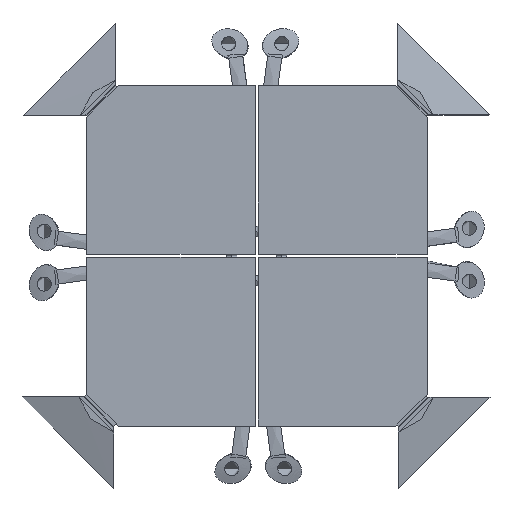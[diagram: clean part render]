
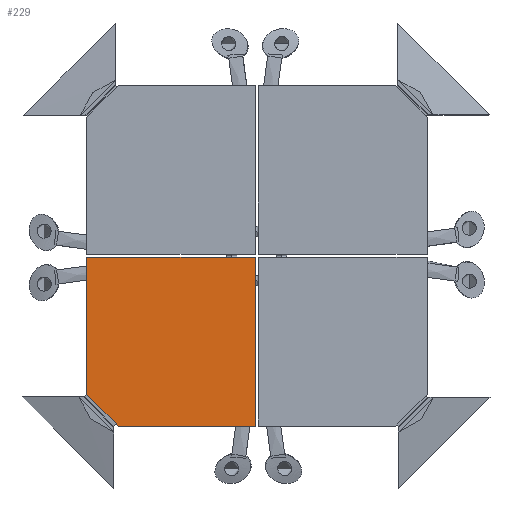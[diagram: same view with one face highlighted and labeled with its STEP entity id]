
A CAD part, top view. The second image highlights one B-rep face of the part: STEP entity #229.
In plain terms, the highlighted planar face has unit normal (0, 0, 1).
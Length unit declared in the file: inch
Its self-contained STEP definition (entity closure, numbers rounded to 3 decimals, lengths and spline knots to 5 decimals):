
#229=ADVANCED_FACE('',(#461),#3349,.T.);
#461=FACE_OUTER_BOUND('',#693,.T.);
#693=EDGE_LOOP('',(#951,#952,#953,#954,#955));
#951=ORIENTED_EDGE('',*,*,#1899,.F.);
#952=ORIENTED_EDGE('',*,*,#1903,.T.);
#953=ORIENTED_EDGE('',*,*,#1907,.F.);
#954=ORIENTED_EDGE('',*,*,#1911,.F.);
#955=ORIENTED_EDGE('',*,*,#1908,.F.);
#1899=EDGE_CURVE('',#2956,#2954,#2543,.T.);
#1903=EDGE_CURVE('',#2956,#2958,#2547,.T.);
#1907=EDGE_CURVE('',#2963,#2958,#2428,.T.);
#1908=EDGE_CURVE('',#2954,#2962,#2429,.T.);
#1911=EDGE_CURVE('',#2962,#2963,#2432,.T.);
#2428=(
BOUNDED_CURVE()
B_SPLINE_CURVE(2,(#3574,#3575,#3576),.UNSPECIFIED.,.F.,.F.)
B_SPLINE_CURVE_WITH_KNOTS((3,3),(-4.49359,-4.00646),
 .UNSPECIFIED.)
CURVE()
GEOMETRIC_REPRESENTATION_ITEM()
RATIONAL_B_SPLINE_CURVE((1.,1.,1.))
REPRESENTATION_ITEM('')
);
#2429=(
BOUNDED_CURVE()
B_SPLINE_CURVE(2,(#3577,#3578,#3579),.UNSPECIFIED.,.F.,.F.)
B_SPLINE_CURVE_WITH_KNOTS((3,3),(-0.48713,0.),.UNSPECIFIED.)
CURVE()
GEOMETRIC_REPRESENTATION_ITEM()
RATIONAL_B_SPLINE_CURVE((1.,1.,1.))
REPRESENTATION_ITEM('')
);
#2432=(
BOUNDED_CURVE()
B_SPLINE_CURVE(2,(#3584,#3585,#3586),.UNSPECIFIED.,.F.,.F.)
B_SPLINE_CURVE_WITH_KNOTS((3,3),(-4.67912,-4.49359),
 .UNSPECIFIED.)
CURVE()
GEOMETRIC_REPRESENTATION_ITEM()
RATIONAL_B_SPLINE_CURVE((1.,0.707,1.))
REPRESENTATION_ITEM('')
);
#2543=B_SPLINE_CURVE_WITH_KNOTS('',1,(#3556,#3557),.UNSPECIFIED.,.F.,.F.,
(2,2),(0.60724,1.21047),.UNSPECIFIED.);
#2547=B_SPLINE_CURVE_WITH_KNOTS('',1,(#3564,#3565),.UNSPECIFIED.,.F.,.F.,
(2,2),(0.60724,1.21047),.UNSPECIFIED.);
#2954=VERTEX_POINT('',#3544);
#2956=VERTEX_POINT('',#3546);
#2958=VERTEX_POINT('',#3548);
#2962=VERTEX_POINT('',#3552);
#2963=VERTEX_POINT('',#3553);
#3349=PLANE('',#3420);
#3420=AXIS2_PLACEMENT_3D('',#3525,#3472,$);
#3472=DIRECTION('',(0.,0.,1.));
#3525=CARTESIAN_POINT('',(1.48489,-0.03489,0.433));
#3544=CARTESIAN_POINT('',(0.72335,0.11642,0.433));
#3546=CARTESIAN_POINT('',(0.72335,0.71665,0.433));
#3548=CARTESIAN_POINT('',(0.12311,0.71665,0.433));
#3552=CARTESIAN_POINT('',(0.23622,0.11642,0.433));
#3553=CARTESIAN_POINT('',(0.12311,0.22953,0.433));
#3556=CARTESIAN_POINT('',(0.72335,0.71665,0.433));
#3557=CARTESIAN_POINT('',(0.72335,0.11642,0.433));
#3564=CARTESIAN_POINT('',(0.72335,0.71665,0.433));
#3565=CARTESIAN_POINT('',(0.12311,0.71665,0.433));
#3574=CARTESIAN_POINT('',(0.12311,0.22953,0.433));
#3575=CARTESIAN_POINT('',(0.12311,0.47309,0.433));
#3576=CARTESIAN_POINT('',(0.12311,0.71665,0.433));
#3577=CARTESIAN_POINT('',(0.72335,0.11642,0.433));
#3578=CARTESIAN_POINT('',(0.47978,0.11642,0.433));
#3579=CARTESIAN_POINT('',(0.23622,0.11642,0.433));
#3584=CARTESIAN_POINT('',(0.23622,0.11642,0.433));
#3585=CARTESIAN_POINT('',(0.12311,0.11642,0.433));
#3586=CARTESIAN_POINT('',(0.12311,0.22953,0.433));
